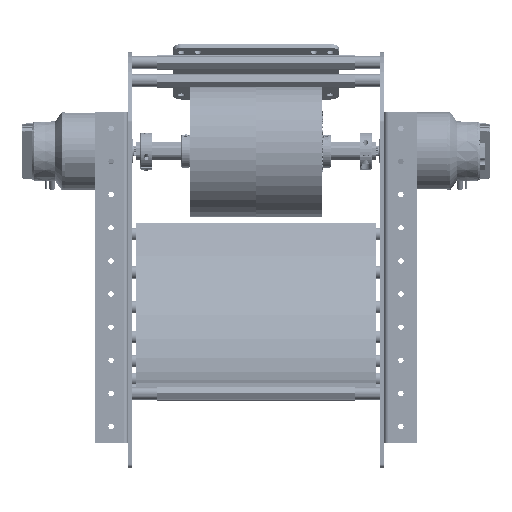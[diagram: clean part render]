
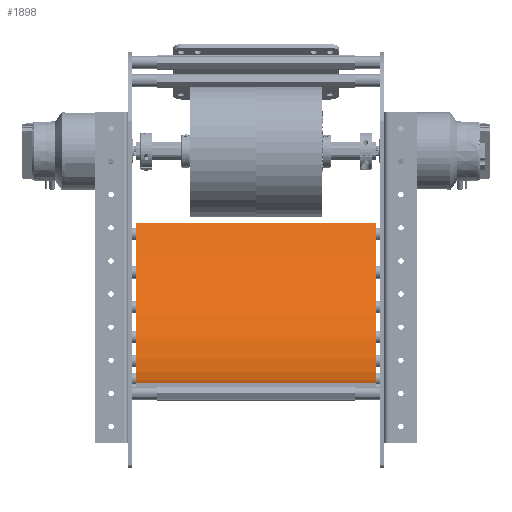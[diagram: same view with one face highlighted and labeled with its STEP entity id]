
A CAD part, front view. The second image highlights one B-rep face of the part: STEP entity #1898.
In plain terms, the highlighted cylindrical face has radius 177.8 mm (diameter 355.6 mm), a partial arc.
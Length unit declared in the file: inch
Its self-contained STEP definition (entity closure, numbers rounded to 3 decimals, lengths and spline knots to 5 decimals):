
#119 = DIRECTION ( 'NONE',  ( 0., 0., -1. ) ) ;
#1161 = CARTESIAN_POINT ( 'NONE',  ( 3.625, 6.6574, -2.16312 ) ) ;
#1898 = ADVANCED_FACE ( 'NONE', ( #56601 ), #17883, .F. ) ;
#5123 = EDGE_LOOP ( 'NONE', ( #51005, #56687, #61673, #55640 ) ) ;
#5126 = VECTOR ( 'NONE', #28146, 39.37008 ) ;
#7093 = DIRECTION ( 'NONE',  ( 0., 0., 1. ) ) ;
#11383 = AXIS2_PLACEMENT_3D ( 'NONE', #51786, #37100, #21512 ) ;
#13935 = VERTEX_POINT ( 'NONE', #57617 ) ;
#14119 = DIRECTION ( 'NONE',  ( -1., 0., 0. ) ) ;
#17883 = CYLINDRICAL_SURFACE ( 'NONE', #31308, 7. ) ;
#19814 = CARTESIAN_POINT ( 'NONE',  ( -3.625, 0., -7. ) ) ;
#21512 = DIRECTION ( 'NONE',  ( 0., 0., -1. ) ) ;
#25495 = CIRCLE ( 'NONE', #11383, 7. ) ;
#25896 = VERTEX_POINT ( 'NONE', #19814 ) ;
#27355 = AXIS2_PLACEMENT_3D ( 'NONE', #58907, #14119, #119 ) ;
#28146 = DIRECTION ( 'NONE',  ( -1., 0., 0. ) ) ;
#30310 = VECTOR ( 'NONE', #30372, 39.37008 ) ;
#30372 = DIRECTION ( 'NONE',  ( -1., 0., 0. ) ) ;
#31308 = AXIS2_PLACEMENT_3D ( 'NONE', #51129, #41804, #7093 ) ;
#36216 = CIRCLE ( 'NONE', #27355, 7. ) ;
#36564 = VERTEX_POINT ( 'NONE', #56129 ) ;
#37100 = DIRECTION ( 'NONE',  ( -1., 0., 0. ) ) ;
#38938 = EDGE_CURVE ( 'NONE', #36564, #41012, #60479, .T. ) ;
#41012 = VERTEX_POINT ( 'NONE', #42600 ) ;
#41804 = DIRECTION ( 'NONE',  ( -1., 0., 0. ) ) ;
#42600 = CARTESIAN_POINT ( 'NONE',  ( -3.625, 6.6574, -2.16312 ) ) ;
#42954 = CARTESIAN_POINT ( 'NONE',  ( 3.625, 0., -7. ) ) ;
#43752 = EDGE_CURVE ( 'NONE', #36564, #13935, #25495, .T. ) ;
#50616 = EDGE_CURVE ( 'NONE', #13935, #25896, #50759, .T. ) ;
#50759 = LINE ( 'NONE', #42954, #5126 ) ;
#51005 = ORIENTED_EDGE ( 'NONE', *, *, #58826, .T. ) ;
#51129 = CARTESIAN_POINT ( 'NONE',  ( 3.625, 0., 0. ) ) ;
#51786 = CARTESIAN_POINT ( 'NONE',  ( 3.625, 0., 0. ) ) ;
#55640 = ORIENTED_EDGE ( 'NONE', *, *, #38938, .T. ) ;
#56129 = CARTESIAN_POINT ( 'NONE',  ( 3.625, 6.6574, -2.16312 ) ) ;
#56601 = FACE_OUTER_BOUND ( 'NONE', #5123, .T. ) ;
#56687 = ORIENTED_EDGE ( 'NONE', *, *, #50616, .F. ) ;
#57617 = CARTESIAN_POINT ( 'NONE',  ( 3.625, 0., -7. ) ) ;
#58826 = EDGE_CURVE ( 'NONE', #41012, #25896, #36216, .T. ) ;
#58907 = CARTESIAN_POINT ( 'NONE',  ( -3.625, 0., 0. ) ) ;
#60479 = LINE ( 'NONE', #1161, #30310 ) ;
#61673 = ORIENTED_EDGE ( 'NONE', *, *, #43752, .F. ) ;
